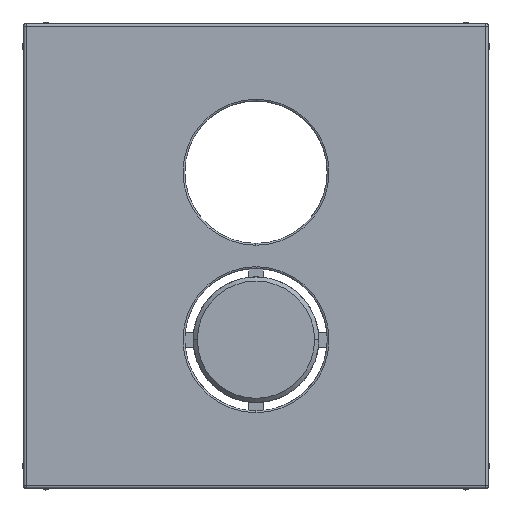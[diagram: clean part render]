
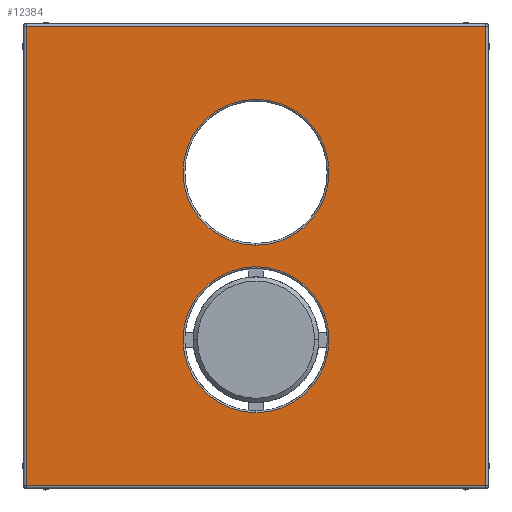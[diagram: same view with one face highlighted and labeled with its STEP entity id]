
A CAD part, top view. The second image highlights one B-rep face of the part: STEP entity #12384.
In plain terms, the highlighted face is planar.
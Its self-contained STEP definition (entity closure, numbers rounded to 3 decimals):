
#248=DIRECTION('',(1.,0.,0.));
#249=VECTOR('',#248,54.881);
#250=CARTESIAN_POINT('',(-27.44,10.,27.44));
#251=LINE('6011',#250,#249);
#252=DIRECTION('',(0.,0.,1.));
#253=VECTOR('',#252,54.881);
#254=CARTESIAN_POINT('',(-27.44,10.,-27.44));
#255=LINE('6015',#254,#253);
#256=DIRECTION('',(-1.,0.,0.));
#257=VECTOR('',#256,54.881);
#258=CARTESIAN_POINT('',(27.44,10.,-27.44));
#259=LINE('6021',#258,#257);
#260=DIRECTION('',(0.,0.,-1.));
#261=VECTOR('',#260,54.881);
#262=CARTESIAN_POINT('',(27.44,10.,27.44));
#263=LINE('6026',#262,#261);
#264=CARTESIAN_POINT('',(0.,10.,-10.));
#265=DIRECTION('',(0.,1.,0.));
#266=DIRECTION('',(0.,0.,1.));
#267=AXIS2_PLACEMENT_3D('',#264,#265,#266);
#269=CARTESIAN_POINT('',(0.,10.,-10.));
#270=DIRECTION('',(0.,1.,0.));
#271=DIRECTION('',(0.,0.,-1.));
#272=AXIS2_PLACEMENT_3D('',#269,#270,#271);
#274=CARTESIAN_POINT('',(0.,10.,10.));
#275=DIRECTION('',(0.,1.,0.));
#276=DIRECTION('',(0.,0.,1.));
#277=AXIS2_PLACEMENT_3D('',#274,#275,#276);
#279=CARTESIAN_POINT('',(0.,10.,10.));
#280=DIRECTION('',(0.,1.,0.));
#281=DIRECTION('',(0.,0.,-1.));
#282=AXIS2_PLACEMENT_3D('',#279,#280,#281);
#10252=CARTESIAN_POINT('',(-27.44,10.,27.44));
#10253=CARTESIAN_POINT('',(27.44,10.,27.44));
#10254=VERTEX_POINT('',#10252);
#10255=VERTEX_POINT('',#10253);
#10262=CARTESIAN_POINT('',(-27.44,10.,-27.44));
#10263=VERTEX_POINT('',#10262);
#10274=CARTESIAN_POINT('',(27.44,10.,-27.44));
#10275=VERTEX_POINT('',#10274);
#12281=CARTESIAN_POINT('',(0.,10.,-1.284));
#12282=CARTESIAN_POINT('',(0.,10.,-18.716));
#12283=VERTEX_POINT('',#12281);
#12284=VERTEX_POINT('',#12282);
#12289=CARTESIAN_POINT('',(0.,10.,18.716));
#12290=CARTESIAN_POINT('',(0.,10.,1.284));
#12291=VERTEX_POINT('',#12289);
#12292=VERTEX_POINT('',#12290);
#12357=CARTESIAN_POINT('',(0.,10.,0.));
#12358=DIRECTION('',(0.,1.,0.));
#12359=DIRECTION('',(0.,0.,-1.));
#12360=AXIS2_PLACEMENT_3D('',#12357,#12358,#12359);
#12361=PLANE('2012',#12360);
#12363=ORIENTED_EDGE('6011',*,*,#12362,.F.);
#12365=ORIENTED_EDGE('6015',*,*,#12364,.F.);
#12367=ORIENTED_EDGE('6021',*,*,#12366,.F.);
#12369=ORIENTED_EDGE('6026',*,*,#12368,.F.);
#12370=EDGE_LOOP('2012',(#12363,#12365,#12367,#12369));
#12371=FACE_OUTER_BOUND('2012',#12370,.F.);
#12373=ORIENTED_EDGE('14848',*,*,#12372,.T.);
#12375=ORIENTED_EDGE('14850',*,*,#12374,.T.);
#12376=EDGE_LOOP('2012',(#12373,#12375));
#12377=FACE_BOUND('2012',#12376,.F.);
#12379=ORIENTED_EDGE('14852',*,*,#12378,.T.);
#12381=ORIENTED_EDGE('14854',*,*,#12380,.T.);
#12382=EDGE_LOOP('2012',(#12379,#12381));
#12383=FACE_BOUND('2012',#12382,.F.);
#12384=ADVANCED_FACE('2012',(#12371,#12377,#12383),#12361,.T.);
#268=CIRCLE('14848',#267,8.716);
#273=CIRCLE('14850',#272,8.716);
#278=CIRCLE('14852',#277,8.716);
#283=CIRCLE('14854',#282,8.716);
#12362=EDGE_CURVE('6011',#10254,#10255,#251,.T.);
#12364=EDGE_CURVE('6015',#10263,#10254,#255,.T.);
#12366=EDGE_CURVE('6021',#10275,#10263,#259,.T.);
#12368=EDGE_CURVE('6026',#10255,#10275,#263,.T.);
#12372=EDGE_CURVE('14848',#12283,#12284,#268,.T.);
#12374=EDGE_CURVE('14850',#12284,#12283,#273,.T.);
#12378=EDGE_CURVE('14852',#12291,#12292,#278,.T.);
#12380=EDGE_CURVE('14854',#12292,#12291,#283,.T.);
